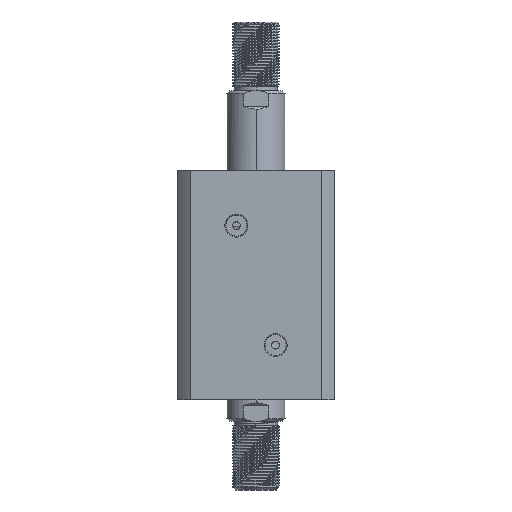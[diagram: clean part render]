
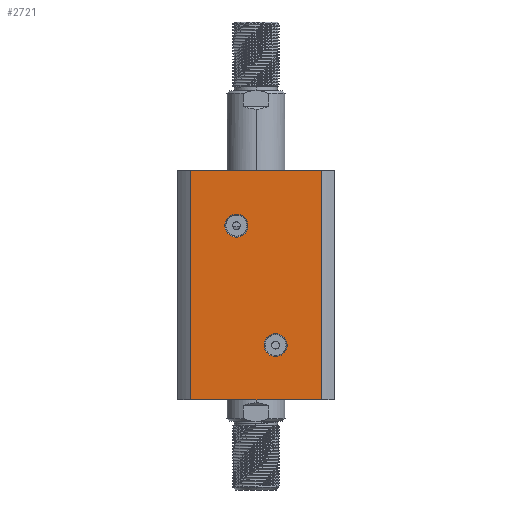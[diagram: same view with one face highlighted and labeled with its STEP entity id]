
A CAD part, left-side view. The second image highlights one B-rep face of the part: STEP entity #2721.
In plain terms, the highlighted planar face has unit normal (-1, 0, 0).
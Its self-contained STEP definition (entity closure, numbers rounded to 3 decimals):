
#339 = CARTESIAN_POINT ( 'NONE',  ( -40., 10., 30.5 ) ) ;
#998 = VERTEX_POINT ( 'NONE', #9166 ) ;
#1422 = CARTESIAN_POINT ( 'NONE',  ( -40., 33.226, 58.5 ) ) ;
#1514 = DIRECTION ( 'NONE',  ( 0., -1., 0. ) ) ;
#2223 = EDGE_CURVE ( 'NONE', #24729, #9465, #4752, .T. ) ;
#2700 = EDGE_CURVE ( 'NONE', #29297, #28737, #23635, .T. ) ;
#2721 = ADVANCED_FACE ( 'NONE', ( #6992, #25144, #18703 ), #18007, .F. ) ;
#2779 = DIRECTION ( 'NONE',  ( -1., 0., 0. ) ) ;
#3727 = DIRECTION ( 'NONE',  ( -1., 0., 0. ) ) ;
#4256 = ORIENTED_EDGE ( 'NONE', *, *, #12485, .F. ) ;
#4752 = LINE ( 'NONE', #23845, #29671 ) ;
#5037 = DIRECTION ( 'NONE',  ( 0., -1., 0. ) ) ;
#5090 = AXIS2_PLACEMENT_3D ( 'NONE', #20958, #3727, #13750 ) ;
#5880 = CARTESIAN_POINT ( 'NONE',  ( -40., -10., -36.385 ) ) ;
#6319 = ORIENTED_EDGE ( 'NONE', *, *, #2700, .F. ) ;
#6992 = FACE_BOUND ( 'NONE', #19889, .T. ) ;
#8223 = CIRCLE ( 'NONE', #5090, 5.885 ) ;
#8477 = CARTESIAN_POINT ( 'NONE',  ( -40., 33.226, -58.5 ) ) ;
#8833 = DIRECTION ( 'NONE',  ( 0., 0., 1. ) ) ;
#9043 = CARTESIAN_POINT ( 'NONE',  ( -40., -10., -30.5 ) ) ;
#9066 = ORIENTED_EDGE ( 'NONE', *, *, #17436, .F. ) ;
#9166 = CARTESIAN_POINT ( 'NONE',  ( -40., 10., 36.385 ) ) ;
#9204 = EDGE_LOOP ( 'NONE', ( #17809, #25998, #4256, #18388 ) ) ;
#9421 = AXIS2_PLACEMENT_3D ( 'NONE', #339, #2779, #24510 ) ;
#9465 = VERTEX_POINT ( 'NONE', #8477 ) ;
#10002 = CARTESIAN_POINT ( 'NONE',  ( -40., 33.226, -58.5 ) ) ;
#10003 = EDGE_CURVE ( 'NONE', #9465, #23223, #10695, .T. ) ;
#10695 = LINE ( 'NONE', #10002, #28428 ) ;
#10900 = CARTESIAN_POINT ( 'NONE',  ( -40., -33.226, 58.5 ) ) ;
#12198 = EDGE_CURVE ( 'NONE', #998, #25238, #28088, .T. ) ;
#12485 = EDGE_CURVE ( 'NONE', #24729, #23104, #16354, .T. ) ;
#12574 = AXIS2_PLACEMENT_3D ( 'NONE', #9043, #23314, #8833 ) ;
#13750 = DIRECTION ( 'NONE',  ( 0., 0., 1. ) ) ;
#13934 = CARTESIAN_POINT ( 'NONE',  ( -40., -33.226, -58.5 ) ) ;
#15164 = CARTESIAN_POINT ( 'NONE',  ( -40., -10., -24.615 ) ) ;
#15346 = DIRECTION ( 'NONE',  ( 0., 0., -1. ) ) ;
#16200 = DIRECTION ( 'NONE',  ( 1., 0., 0. ) ) ;
#16279 = DIRECTION ( 'NONE',  ( 0., 0., 1. ) ) ;
#16354 = LINE ( 'NONE', #1422, #19728 ) ;
#16999 = DIRECTION ( 'NONE',  ( 0., 0., -1. ) ) ;
#17436 = EDGE_CURVE ( 'NONE', #28737, #29297, #25020, .T. ) ;
#17809 = ORIENTED_EDGE ( 'NONE', *, *, #10003, .T. ) ;
#18007 = PLANE ( 'NONE',  #28953 ) ;
#18388 = ORIENTED_EDGE ( 'NONE', *, *, #2223, .T. ) ;
#18703 = FACE_OUTER_BOUND ( 'NONE', #9204, .T. ) ;
#19108 = CARTESIAN_POINT ( 'NONE',  ( -40., 10., 24.615 ) ) ;
#19728 = VECTOR ( 'NONE', #1514, 1000. ) ;
#19889 = EDGE_LOOP ( 'NONE', ( #6319, #9066 ) ) ;
#20109 = LINE ( 'NONE', #24574, #26513 ) ;
#20273 = EDGE_LOOP ( 'NONE', ( #21013, #25764 ) ) ;
#20685 = CARTESIAN_POINT ( 'NONE',  ( -40., 33.226, 58.5 ) ) ;
#20958 = CARTESIAN_POINT ( 'NONE',  ( -40., 10., 30.5 ) ) ;
#21013 = ORIENTED_EDGE ( 'NONE', *, *, #12198, .F. ) ;
#23104 = VERTEX_POINT ( 'NONE', #10900 ) ;
#23223 = VERTEX_POINT ( 'NONE', #13934 ) ;
#23314 = DIRECTION ( 'NONE',  ( -1., 0., 0. ) ) ;
#23487 = CARTESIAN_POINT ( 'NONE',  ( -40., -10., -30.5 ) ) ;
#23490 = CARTESIAN_POINT ( 'NONE',  ( -40., 33.226, 58.5 ) ) ;
#23586 = DIRECTION ( 'NONE',  ( -1., 0., 0. ) ) ;
#23635 = CIRCLE ( 'NONE', #12574, 5.885 ) ;
#23845 = CARTESIAN_POINT ( 'NONE',  ( -40., 33.226, 58.5 ) ) ;
#23886 = EDGE_CURVE ( 'NONE', #23104, #23223, #20109, .T. ) ;
#24510 = DIRECTION ( 'NONE',  ( 0., 0., 1. ) ) ;
#24574 = CARTESIAN_POINT ( 'NONE',  ( -40., -33.226, 58.5 ) ) ;
#24729 = VERTEX_POINT ( 'NONE', #23490 ) ;
#25020 = CIRCLE ( 'NONE', #28529, 5.885 ) ;
#25144 = FACE_BOUND ( 'NONE', #20273, .T. ) ;
#25161 = EDGE_CURVE ( 'NONE', #25238, #998, #8223, .T. ) ;
#25238 = VERTEX_POINT ( 'NONE', #19108 ) ;
#25764 = ORIENTED_EDGE ( 'NONE', *, *, #25161, .F. ) ;
#25932 = DIRECTION ( 'NONE',  ( 0., 0., -1. ) ) ;
#25998 = ORIENTED_EDGE ( 'NONE', *, *, #23886, .F. ) ;
#26513 = VECTOR ( 'NONE', #16999, 1000. ) ;
#28088 = CIRCLE ( 'NONE', #9421, 5.885 ) ;
#28428 = VECTOR ( 'NONE', #5037, 1000. ) ;
#28529 = AXIS2_PLACEMENT_3D ( 'NONE', #23487, #23586, #16279 ) ;
#28737 = VERTEX_POINT ( 'NONE', #5880 ) ;
#28953 = AXIS2_PLACEMENT_3D ( 'NONE', #20685, #16200, #25932 ) ;
#29297 = VERTEX_POINT ( 'NONE', #15164 ) ;
#29671 = VECTOR ( 'NONE', #15346, 1000. ) ;
